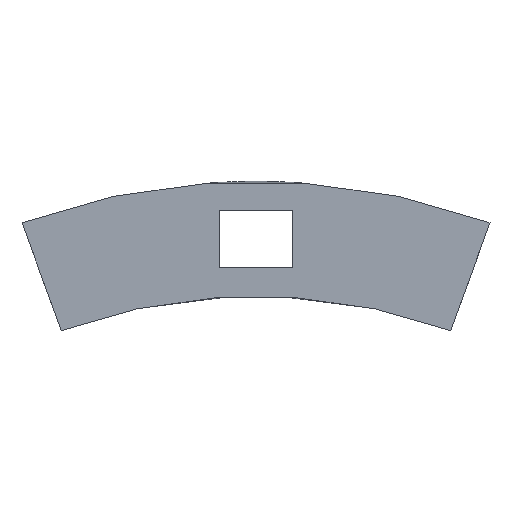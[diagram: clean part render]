
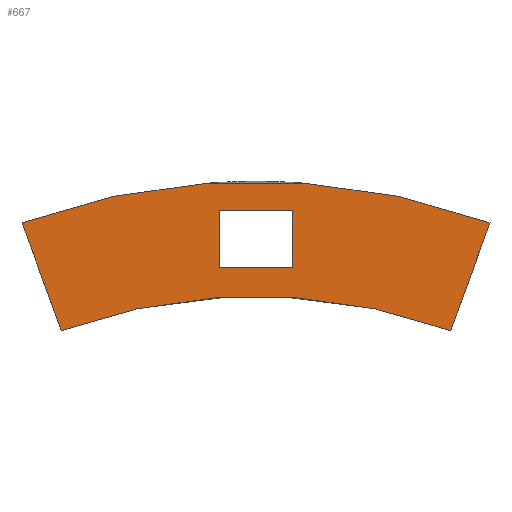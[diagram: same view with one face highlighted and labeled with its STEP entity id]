
A CAD part, front view. The second image highlights one B-rep face of the part: STEP entity #667.
In plain terms, the highlighted planar face has unit normal (0, -1, 0).
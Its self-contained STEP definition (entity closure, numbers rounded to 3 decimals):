
#24 = VERTEX_POINT('',#25);
#25 = CARTESIAN_POINT('',(16.951,-66.78,46.571));
#32 = PLANE('',#33);
#33 = AXIS2_PLACEMENT_3D('',#34,#35,#36);
#34 = CARTESIAN_POINT('',(16.951,0.,
    46.571));
#35 = DIRECTION('',(-0.94,0.,0.342));
#36 = DIRECTION('',(0.342,0.,0.94));
#44 = CYLINDRICAL_SURFACE('',#45,49.56);
#45 = AXIS2_PLACEMENT_3D('',#46,#47,#48);
#46 = CARTESIAN_POINT('',(0.,0.,0.));
#47 = DIRECTION('',(0.,1.,0.));
#48 = DIRECTION('',(1.,0.,0.));
#56 = EDGE_CURVE('',#24,#57,#59,.T.);
#57 = VERTEX_POINT('',#58);
#58 = CARTESIAN_POINT('',(20.371,-66.78,55.968));
#59 = SURFACE_CURVE('',#60,(#64,#71),.PCURVE_S1.);
#60 = LINE('',#61,#62);
#61 = CARTESIAN_POINT('',(16.951,-66.78,46.571));
#62 = VECTOR('',#63,1.);
#63 = DIRECTION('',(0.342,0.,0.94));
#64 = PCURVE('',#32,#65);
#65 = DEFINITIONAL_REPRESENTATION('',(#66),#70);
#66 = LINE('',#67,#68);
#67 = CARTESIAN_POINT('',(0.,-66.78));
#68 = VECTOR('',#69,1.);
#69 = DIRECTION('',(1.,0.));
#70 = ( GEOMETRIC_REPRESENTATION_CONTEXT(2) 
PARAMETRIC_REPRESENTATION_CONTEXT() REPRESENTATION_CONTEXT('2D SPACE',''
  ) );
#71 = PCURVE('',#72,#77);
#72 = PLANE('',#73);
#73 = AXIS2_PLACEMENT_3D('',#74,#75,#76);
#74 = CARTESIAN_POINT('',(0.,-66.78,53.165));
#75 = DIRECTION('',(0.,-1.,0.));
#76 = DIRECTION('',(0.,0.,-1.));
#77 = DEFINITIONAL_REPRESENTATION('',(#78),#82);
#78 = LINE('',#79,#80);
#79 = CARTESIAN_POINT('',(6.594,16.951));
#80 = VECTOR('',#81,1.);
#81 = DIRECTION('',(-0.94,0.342));
#82 = ( GEOMETRIC_REPRESENTATION_CONTEXT(2) 
PARAMETRIC_REPRESENTATION_CONTEXT() REPRESENTATION_CONTEXT('2D SPACE',''
  ) );
#100 = CYLINDRICAL_SURFACE('',#101,59.56);
#101 = AXIS2_PLACEMENT_3D('',#102,#103,#104);
#102 = CARTESIAN_POINT('',(0.,0.,0.));
#103 = DIRECTION('',(0.,1.,0.));
#104 = DIRECTION('',(1.,0.,0.));
#256 = EDGE_CURVE('',#24,#257,#259,.T.);
#257 = VERTEX_POINT('',#258);
#258 = CARTESIAN_POINT('',(-16.951,-66.78,46.571));
#259 = SURFACE_CURVE('',#260,(#265,#272),.PCURVE_S1.);
#260 = CIRCLE('',#261,49.56);
#261 = AXIS2_PLACEMENT_3D('',#262,#263,#264);
#262 = CARTESIAN_POINT('',(0.,-66.78,0.));
#263 = DIRECTION('',(0.,-1.,0.));
#264 = DIRECTION('',(1.,0.,0.));
#265 = PCURVE('',#44,#266);
#266 = DEFINITIONAL_REPRESENTATION('',(#267),#271);
#267 = LINE('',#268,#269);
#268 = CARTESIAN_POINT('',(-0.,-66.78));
#269 = VECTOR('',#270,1.);
#270 = DIRECTION('',(-1.,0.));
#271 = ( GEOMETRIC_REPRESENTATION_CONTEXT(2) 
PARAMETRIC_REPRESENTATION_CONTEXT() REPRESENTATION_CONTEXT('2D SPACE',''
  ) );
#272 = PCURVE('',#72,#273);
#273 = DEFINITIONAL_REPRESENTATION('',(#274),#278);
#274 = CIRCLE('',#275,49.56);
#275 = AXIS2_PLACEMENT_2D('',#276,#277);
#276 = CARTESIAN_POINT('',(53.165,0.));
#277 = DIRECTION('',(0.,1.));
#278 = ( GEOMETRIC_REPRESENTATION_CONTEXT(2) 
PARAMETRIC_REPRESENTATION_CONTEXT() REPRESENTATION_CONTEXT('2D SPACE',''
  ) );
#296 = PLANE('',#297);
#297 = AXIS2_PLACEMENT_3D('',#298,#299,#300);
#298 = CARTESIAN_POINT('',(-20.371,0.,
    55.968));
#299 = DIRECTION('',(0.94,0.,0.342));
#300 = DIRECTION('',(0.342,0.,-0.94)
  );
#602 = PLANE('',#603);
#603 = AXIS2_PLACEMENT_3D('',#604,#605,#606);
#604 = CARTESIAN_POINT('',(-3.2,-66.78,57.06));
#605 = DIRECTION('',(-1.,0.,-0.));
#606 = DIRECTION('',(0.,0.,-1.));
#630 = PLANE('',#631);
#631 = AXIS2_PLACEMENT_3D('',#632,#633,#634);
#632 = CARTESIAN_POINT('',(3.2,-66.78,57.06));
#633 = DIRECTION('',(0.,0.,1.));
#634 = DIRECTION('',(-1.,0.,0.));
#656 = PLANE('',#657);
#657 = AXIS2_PLACEMENT_3D('',#658,#659,#660);
#658 = CARTESIAN_POINT('',(3.2,-66.78,52.06));
#659 = DIRECTION('',(1.,0.,0.));
#660 = DIRECTION('',(0.,0.,1.));
#667 = ADVANCED_FACE('',(#668,#717),#72,.T.);
#668 = FACE_BOUND('',#669,.T.);
#669 = EDGE_LOOP('',(#670,#671,#695,#716));
#670 = ORIENTED_EDGE('',*,*,#56,.T.);
#671 = ORIENTED_EDGE('',*,*,#672,.T.);
#672 = EDGE_CURVE('',#57,#673,#675,.T.);
#673 = VERTEX_POINT('',#674);
#674 = CARTESIAN_POINT('',(-20.371,-66.78,55.968));
#675 = SURFACE_CURVE('',#676,(#681,#688),.PCURVE_S1.);
#676 = CIRCLE('',#677,59.56);
#677 = AXIS2_PLACEMENT_3D('',#678,#679,#680);
#678 = CARTESIAN_POINT('',(0.,-66.78,0.));
#679 = DIRECTION('',(0.,-1.,0.));
#680 = DIRECTION('',(1.,0.,0.));
#681 = PCURVE('',#72,#682);
#682 = DEFINITIONAL_REPRESENTATION('',(#683),#687);
#683 = CIRCLE('',#684,59.56);
#684 = AXIS2_PLACEMENT_2D('',#685,#686);
#685 = CARTESIAN_POINT('',(53.165,0.));
#686 = DIRECTION('',(0.,1.));
#687 = ( GEOMETRIC_REPRESENTATION_CONTEXT(2) 
PARAMETRIC_REPRESENTATION_CONTEXT() REPRESENTATION_CONTEXT('2D SPACE',''
  ) );
#688 = PCURVE('',#100,#689);
#689 = DEFINITIONAL_REPRESENTATION('',(#690),#694);
#690 = LINE('',#691,#692);
#691 = CARTESIAN_POINT('',(-0.,-66.78));
#692 = VECTOR('',#693,1.);
#693 = DIRECTION('',(-1.,0.));
#694 = ( GEOMETRIC_REPRESENTATION_CONTEXT(2) 
PARAMETRIC_REPRESENTATION_CONTEXT() REPRESENTATION_CONTEXT('2D SPACE',''
  ) );
#695 = ORIENTED_EDGE('',*,*,#696,.T.);
#696 = EDGE_CURVE('',#673,#257,#697,.T.);
#697 = SURFACE_CURVE('',#698,(#702,#709),.PCURVE_S1.);
#698 = LINE('',#699,#700);
#699 = CARTESIAN_POINT('',(-20.371,-66.78,55.968));
#700 = VECTOR('',#701,1.);
#701 = DIRECTION('',(0.342,0.,-0.94)
  );
#702 = PCURVE('',#72,#703);
#703 = DEFINITIONAL_REPRESENTATION('',(#704),#708);
#704 = LINE('',#705,#706);
#705 = CARTESIAN_POINT('',(-2.803,-20.371));
#706 = VECTOR('',#707,1.);
#707 = DIRECTION('',(0.94,0.342));
#708 = ( GEOMETRIC_REPRESENTATION_CONTEXT(2) 
PARAMETRIC_REPRESENTATION_CONTEXT() REPRESENTATION_CONTEXT('2D SPACE',''
  ) );
#709 = PCURVE('',#296,#710);
#710 = DEFINITIONAL_REPRESENTATION('',(#711),#715);
#711 = LINE('',#712,#713);
#712 = CARTESIAN_POINT('',(0.,-66.78));
#713 = VECTOR('',#714,1.);
#714 = DIRECTION('',(1.,0.));
#715 = ( GEOMETRIC_REPRESENTATION_CONTEXT(2) 
PARAMETRIC_REPRESENTATION_CONTEXT() REPRESENTATION_CONTEXT('2D SPACE',''
  ) );
#716 = ORIENTED_EDGE('',*,*,#256,.F.);
#717 = FACE_BOUND('',#718,.T.);
#718 = EDGE_LOOP('',(#719,#749,#772,#795));
#719 = ORIENTED_EDGE('',*,*,#720,.F.);
#720 = EDGE_CURVE('',#721,#723,#725,.T.);
#721 = VERTEX_POINT('',#722);
#722 = CARTESIAN_POINT('',(-3.2,-66.78,52.06));
#723 = VERTEX_POINT('',#724);
#724 = CARTESIAN_POINT('',(3.2,-66.78,52.06));
#725 = SURFACE_CURVE('',#726,(#730,#737),.PCURVE_S1.);
#726 = LINE('',#727,#728);
#727 = CARTESIAN_POINT('',(-3.2,-66.78,52.06));
#728 = VECTOR('',#729,1.);
#729 = DIRECTION('',(1.,0.,0.));
#730 = PCURVE('',#72,#731);
#731 = DEFINITIONAL_REPRESENTATION('',(#732),#736);
#732 = LINE('',#733,#734);
#733 = CARTESIAN_POINT('',(1.105,-3.2));
#734 = VECTOR('',#735,1.);
#735 = DIRECTION('',(0.,1.));
#736 = ( GEOMETRIC_REPRESENTATION_CONTEXT(2) 
PARAMETRIC_REPRESENTATION_CONTEXT() REPRESENTATION_CONTEXT('2D SPACE',''
  ) );
#737 = PCURVE('',#738,#743);
#738 = PLANE('',#739);
#739 = AXIS2_PLACEMENT_3D('',#740,#741,#742);
#740 = CARTESIAN_POINT('',(-3.2,-66.78,52.06));
#741 = DIRECTION('',(0.,0.,-1.));
#742 = DIRECTION('',(1.,0.,0.));
#743 = DEFINITIONAL_REPRESENTATION('',(#744),#748);
#744 = LINE('',#745,#746);
#745 = CARTESIAN_POINT('',(0.,0.));
#746 = VECTOR('',#747,1.);
#747 = DIRECTION('',(1.,0.));
#748 = ( GEOMETRIC_REPRESENTATION_CONTEXT(2) 
PARAMETRIC_REPRESENTATION_CONTEXT() REPRESENTATION_CONTEXT('2D SPACE',''
  ) );
#749 = ORIENTED_EDGE('',*,*,#750,.F.);
#750 = EDGE_CURVE('',#751,#721,#753,.T.);
#751 = VERTEX_POINT('',#752);
#752 = CARTESIAN_POINT('',(-3.2,-66.78,57.06));
#753 = SURFACE_CURVE('',#754,(#758,#765),.PCURVE_S1.);
#754 = LINE('',#755,#756);
#755 = CARTESIAN_POINT('',(-3.2,-66.78,57.06));
#756 = VECTOR('',#757,1.);
#757 = DIRECTION('',(0.,0.,-1.));
#758 = PCURVE('',#72,#759);
#759 = DEFINITIONAL_REPRESENTATION('',(#760),#764);
#760 = LINE('',#761,#762);
#761 = CARTESIAN_POINT('',(-3.895,-3.2));
#762 = VECTOR('',#763,1.);
#763 = DIRECTION('',(1.,0.));
#764 = ( GEOMETRIC_REPRESENTATION_CONTEXT(2) 
PARAMETRIC_REPRESENTATION_CONTEXT() REPRESENTATION_CONTEXT('2D SPACE',''
  ) );
#765 = PCURVE('',#602,#766);
#766 = DEFINITIONAL_REPRESENTATION('',(#767),#771);
#767 = LINE('',#768,#769);
#768 = CARTESIAN_POINT('',(0.,0.));
#769 = VECTOR('',#770,1.);
#770 = DIRECTION('',(1.,0.));
#771 = ( GEOMETRIC_REPRESENTATION_CONTEXT(2) 
PARAMETRIC_REPRESENTATION_CONTEXT() REPRESENTATION_CONTEXT('2D SPACE',''
  ) );
#772 = ORIENTED_EDGE('',*,*,#773,.F.);
#773 = EDGE_CURVE('',#774,#751,#776,.T.);
#774 = VERTEX_POINT('',#775);
#775 = CARTESIAN_POINT('',(3.2,-66.78,57.06));
#776 = SURFACE_CURVE('',#777,(#781,#788),.PCURVE_S1.);
#777 = LINE('',#778,#779);
#778 = CARTESIAN_POINT('',(3.2,-66.78,57.06));
#779 = VECTOR('',#780,1.);
#780 = DIRECTION('',(-1.,0.,0.));
#781 = PCURVE('',#72,#782);
#782 = DEFINITIONAL_REPRESENTATION('',(#783),#787);
#783 = LINE('',#784,#785);
#784 = CARTESIAN_POINT('',(-3.895,3.2));
#785 = VECTOR('',#786,1.);
#786 = DIRECTION('',(0.,-1.));
#787 = ( GEOMETRIC_REPRESENTATION_CONTEXT(2) 
PARAMETRIC_REPRESENTATION_CONTEXT() REPRESENTATION_CONTEXT('2D SPACE',''
  ) );
#788 = PCURVE('',#630,#789);
#789 = DEFINITIONAL_REPRESENTATION('',(#790),#794);
#790 = LINE('',#791,#792);
#791 = CARTESIAN_POINT('',(0.,0.));
#792 = VECTOR('',#793,1.);
#793 = DIRECTION('',(1.,0.));
#794 = ( GEOMETRIC_REPRESENTATION_CONTEXT(2) 
PARAMETRIC_REPRESENTATION_CONTEXT() REPRESENTATION_CONTEXT('2D SPACE',''
  ) );
#795 = ORIENTED_EDGE('',*,*,#796,.F.);
#796 = EDGE_CURVE('',#723,#774,#797,.T.);
#797 = SURFACE_CURVE('',#798,(#802,#809),.PCURVE_S1.);
#798 = LINE('',#799,#800);
#799 = CARTESIAN_POINT('',(3.2,-66.78,52.06));
#800 = VECTOR('',#801,1.);
#801 = DIRECTION('',(0.,0.,1.));
#802 = PCURVE('',#72,#803);
#803 = DEFINITIONAL_REPRESENTATION('',(#804),#808);
#804 = LINE('',#805,#806);
#805 = CARTESIAN_POINT('',(1.105,3.2));
#806 = VECTOR('',#807,1.);
#807 = DIRECTION('',(-1.,0.));
#808 = ( GEOMETRIC_REPRESENTATION_CONTEXT(2) 
PARAMETRIC_REPRESENTATION_CONTEXT() REPRESENTATION_CONTEXT('2D SPACE',''
  ) );
#809 = PCURVE('',#656,#810);
#810 = DEFINITIONAL_REPRESENTATION('',(#811),#815);
#811 = LINE('',#812,#813);
#812 = CARTESIAN_POINT('',(0.,0.));
#813 = VECTOR('',#814,1.);
#814 = DIRECTION('',(1.,0.));
#815 = ( GEOMETRIC_REPRESENTATION_CONTEXT(2) 
PARAMETRIC_REPRESENTATION_CONTEXT() REPRESENTATION_CONTEXT('2D SPACE',''
  ) );
